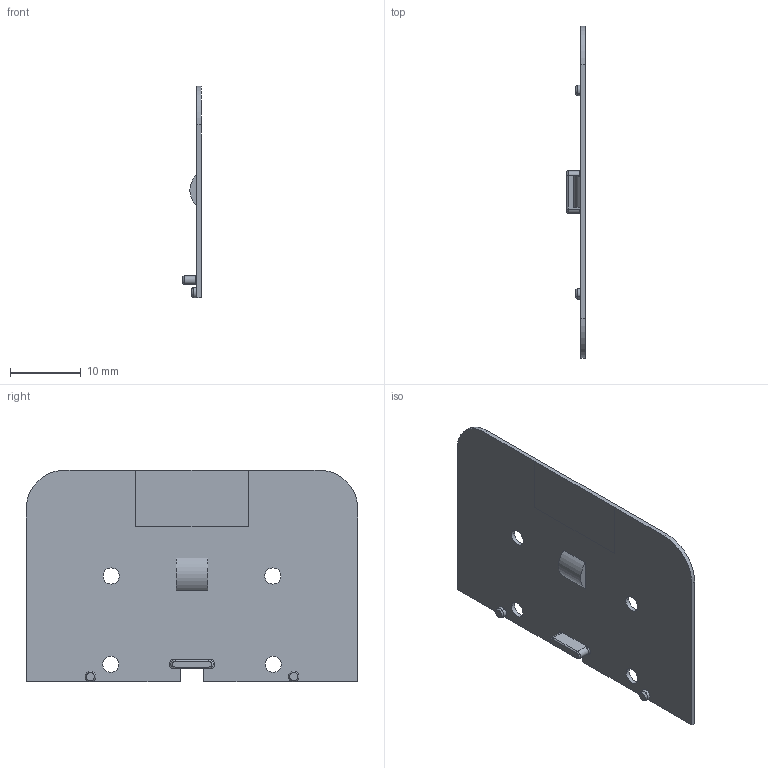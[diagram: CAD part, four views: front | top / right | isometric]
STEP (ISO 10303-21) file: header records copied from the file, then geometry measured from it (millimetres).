
FILE_DESCRIPTION(('CATIA V5R24 STEP','CAx-IF Rec.Pracs.--- Model Styling and Organization---1.2---2011-12-15'),'2;1');
FILE_NAME ('035804-1_1', '2018-08-17T10:07:38+00:00', ('Weidmueller Interface'), ('Weidmueller'), 'CATIA Version 5-6 Release 2014 SP4 HF52', 'CATIA V5 STEP AP214', 'none');
FILE_SCHEMA(('AUTOMOTIVE_DESIGN { 1 0 10303 214 1 1 1 1 }'));
Length unit declared in the file: millimetre
Products named in the file (1): 1027160000
Bounding box: 2.6 x 47 x 30 mm (x, y, z)
Volume: 854.5 mm3; surface area: 2897.7 mm2
Topology: 1 solids, 1 shells, 44 faces, 115 edges, 74 vertices
Faces by surface type: cylinder 19, plane 17, cone 4, torus 4
Entity records: 1311 total; most frequent: CARTESIAN_POINT 240, ORIENTED_EDGE 230, DIRECTION 179, EDGE_CURVE 115, AXIS2_PLACEMENT_3D 83, VERTEX_POINT 74, VECTOR 63, LINE 63
